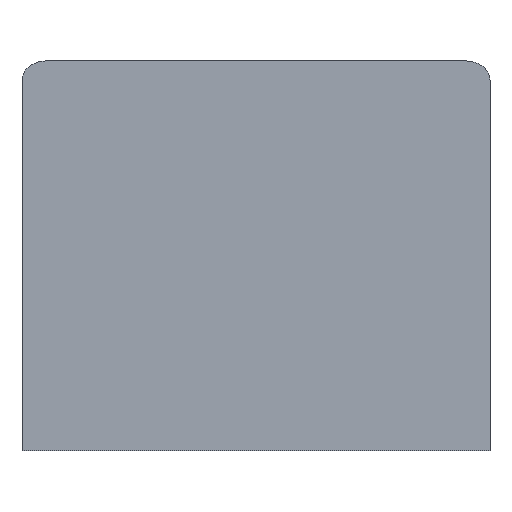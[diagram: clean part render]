
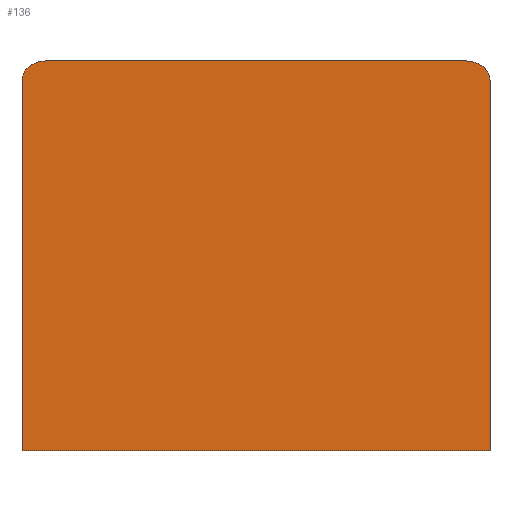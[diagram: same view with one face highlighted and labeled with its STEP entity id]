
A CAD part, front view. The second image highlights one B-rep face of the part: STEP entity #136.
In plain terms, the highlighted planar face has unit normal (0, -1, 0).
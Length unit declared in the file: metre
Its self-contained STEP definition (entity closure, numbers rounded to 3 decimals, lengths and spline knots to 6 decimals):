
#16=ELLIPSE('',#160,0.004865,0.004);
#17=ELLIPSE('',#161,0.004865,0.004);
#28=ORIENTED_EDGE('',*,*,#63,.T.);
#29=ORIENTED_EDGE('',*,*,#64,.T.);
#30=ORIENTED_EDGE('',*,*,#60,.T.);
#31=ORIENTED_EDGE('',*,*,#65,.F.);
#32=ORIENTED_EDGE('',*,*,#66,.F.);
#33=ORIENTED_EDGE('',*,*,#67,.T.);
#60=EDGE_CURVE('',#78,#79,#88,.T.);
#63=EDGE_CURVE('',#80,#81,#91,.T.);
#64=EDGE_CURVE('',#81,#78,#16,.T.);
#65=EDGE_CURVE('',#82,#79,#92,.T.);
#66=EDGE_CURVE('',#83,#82,#93,.T.);
#67=EDGE_CURVE('',#83,#80,#17,.T.);
#78=VERTEX_POINT('',#223);
#79=VERTEX_POINT('',#224);
#80=VERTEX_POINT('',#229);
#81=VERTEX_POINT('',#230);
#82=VERTEX_POINT('',#233);
#83=VERTEX_POINT('',#235);
#88=LINE('',#222,#102);
#91=LINE('',#228,#105);
#92=LINE('',#232,#106);
#93=LINE('',#234,#107);
#102=VECTOR('',#181,1.);
#105=VECTOR('',#186,1.);
#106=VECTOR('',#189,1.);
#107=VECTOR('',#190,1.);
#114=EDGE_LOOP('',(#28,#29,#30,#31,#32,#33));
#122=FACE_BOUND('',#114,.T.);
#130=PLANE('',#159);
#136=ADVANCED_FACE('',(#122),#130,.T.);
#159=AXIS2_PLACEMENT_3D('',#227,#184,#185);
#160=AXIS2_PLACEMENT_3D('',#231,#187,#188);
#161=AXIS2_PLACEMENT_3D('',#236,#191,#192);
#181=DIRECTION('',(0.,0.,-1.));
#184=DIRECTION('',(0.,-1.,0.));
#185=DIRECTION('',(1.,0.,0.));
#186=DIRECTION('',(-1.,0.,0.));
#187=DIRECTION('',(0.,-1.,0.));
#188=DIRECTION('',(1.,0.,0.));
#189=DIRECTION('',(-1.,0.,0.));
#190=DIRECTION('',(0.,0.,-1.));
#191=DIRECTION('',(0.,-1.,0.));
#192=DIRECTION('',(1.,0.,0.));
#222=CARTESIAN_POINT('',(-0.048,-0.026,0.08));
#223=CARTESIAN_POINT('',(-0.048,-0.026,0.076));
#224=CARTESIAN_POINT('',(-0.048,-0.026,0.));
#227=CARTESIAN_POINT('',(0.,-0.026,0.08));
#228=CARTESIAN_POINT('',(0.,-0.026,0.08));
#229=CARTESIAN_POINT('',(0.043135,-0.026,0.08));
#230=CARTESIAN_POINT('',(-0.043135,-0.026,0.08));
#231=CARTESIAN_POINT('',(-0.043135,-0.026,0.076));
#232=CARTESIAN_POINT('',(0.,-0.026,0.));
#233=CARTESIAN_POINT('',(0.048,-0.026,0.));
#234=CARTESIAN_POINT('',(0.048,-0.026,0.08));
#235=CARTESIAN_POINT('',(0.048,-0.026,0.076));
#236=CARTESIAN_POINT('',(0.043135,-0.026,0.076));
